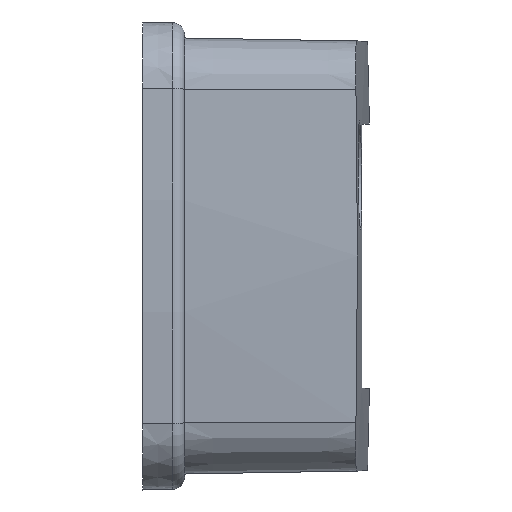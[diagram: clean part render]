
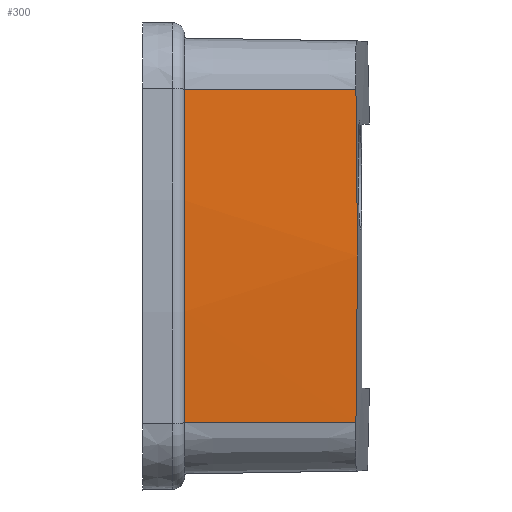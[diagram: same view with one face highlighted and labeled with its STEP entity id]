
A CAD part, front view. The second image highlights one B-rep face of the part: STEP entity #300.
In plain terms, the highlighted conical face has half-angle 1 degrees and reference radius 178.668 mm.
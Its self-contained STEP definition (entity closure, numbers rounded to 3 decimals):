
#115=FACE_OUTER_BOUND('',#405,.T.);
#150=CONICAL_SURFACE('',#904,178.668,1.);
#167=B_SPLINE_CURVE_WITH_KNOTS('',3,(#1280,#1281,#1282,#1283),
 .UNSPECIFIED.,.F.,.F.,(4,4),(0.,1.),.UNSPECIFIED.);
#192=LINE('',#1372,#248);
#193=LINE('',#1376,#249);
#248=VECTOR('',#1024,1.);
#249=VECTOR('',#1027,1.);
#300=ADVANCED_FACE('',(#115),#150,.T.);
#405=EDGE_LOOP('',(#499,#500,#501,#502));
#499=ORIENTED_EDGE('',*,*,#756,.F.);
#500=ORIENTED_EDGE('',*,*,#775,.T.);
#501=ORIENTED_EDGE('',*,*,#776,.T.);
#502=ORIENTED_EDGE('',*,*,#777,.F.);
#684=VERTEX_POINT('',#1279);
#685=VERTEX_POINT('',#1284);
#699=VERTEX_POINT('',#1373);
#700=VERTEX_POINT('',#1375);
#756=EDGE_CURVE('',#684,#685,#167,.T.);
#775=EDGE_CURVE('',#684,#699,#192,.T.);
#776=EDGE_CURVE('',#699,#700,#855,.T.);
#777=EDGE_CURVE('',#685,#700,#193,.T.);
#855=CIRCLE('',#903,178.668);
#903=AXIS2_PLACEMENT_3D('',#1374,#1025,#1026);
#904=AXIS2_PLACEMENT_3D('',#1377,#1028,#1029);
#1024=DIRECTION('',(-1.,-0.017,0.001));
#1025=DIRECTION('',(1.,0.,0.));
#1026=DIRECTION('',(0.,1.,0.));
#1027=DIRECTION('',(-1.,-0.017,-0.001));
#1028=DIRECTION('',(-1.,0.,0.));
#1029=DIRECTION('',(0.,1.,0.));
#1279=CARTESIAN_POINT('',(17.781,-57.941,13.843));
#1280=CARTESIAN_POINT('',(17.781,-57.941,13.843));
#1281=CARTESIAN_POINT('',(17.954,-58.655,4.629));
#1282=CARTESIAN_POINT('',(17.954,-58.655,-4.629));
#1283=CARTESIAN_POINT('',(17.781,-57.941,-13.843));
#1284=CARTESIAN_POINT('',(17.781,-57.941,-13.843));
#1372=CARTESIAN_POINT('',(3.5,-58.189,13.862));
#1373=CARTESIAN_POINT('',(3.5,-58.189,13.862));
#1374=CARTESIAN_POINT('',(3.5,119.941,0.));
#1375=CARTESIAN_POINT('',(3.5,-58.189,-13.862));
#1376=CARTESIAN_POINT('',(3.5,-58.189,-13.862));
#1377=CARTESIAN_POINT('',(3.5,119.941,0.));
